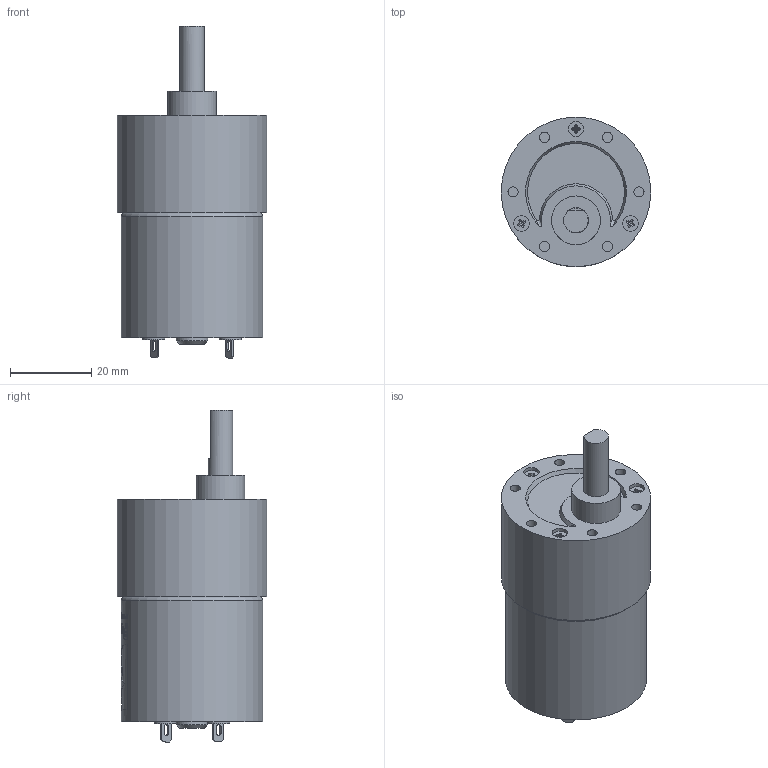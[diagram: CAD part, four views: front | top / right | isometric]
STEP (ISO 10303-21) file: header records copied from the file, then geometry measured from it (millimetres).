
FILE_DESCRIPTION (( 'STEP AP214' ), '1' );
FILE_NAME ('37d-gearmotor-50-70.step', '2017-07-28T00:04:36', ( '' ), ( '' ), 'SwSTEP 2.0', 'SolidWorks 2016', '' );
FILE_SCHEMA (( 'AUTOMOTIVE_DESIGN' ));
Length unit declared in the file: millimetre
Products named in the file (1): 37d-gearmotor-50-70
Bounding box: 36.8 x 36.8 x 81.7 mm (x, y, z)
Volume: 54265.9 mm3; surface area: 10052.5 mm2
Topology: 1 solids, 1 shells, 459 faces, 1120 edges, 720 vertices
Faces by surface type: plane 274, bspline 125, cylinder 56, cone 3, torus 1
Full cylindrical faces by diameter (mm): 2.5 x6, 3.5 x6, 3.8 x3, 5.5 x2, 6 x1, 6.2 x1, 7.8 x1, 12 x1, 33.4 x1, 34.8 x1, 36.8 x1
Entity records: 27853 total; most frequent: CARTESIAN_POINT 13249, ORIENTED_EDGE 2174, DIRECTION 1511, EDGE_CURVE 1087, VERTEX_POINT 713, EDGE_LOOP 546, AXIS2_PLACEMENT_3D 508, LINE 495
